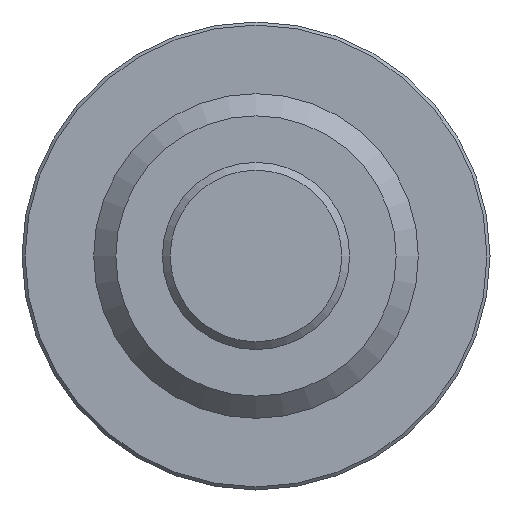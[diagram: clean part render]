
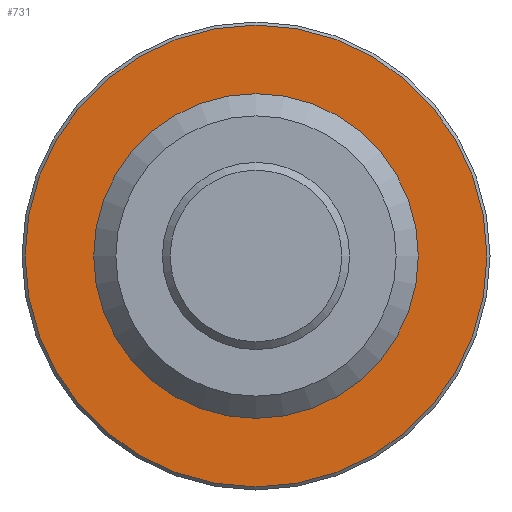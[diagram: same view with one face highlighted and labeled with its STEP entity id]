
A CAD part, front view. The second image highlights one B-rep face of the part: STEP entity #731.
In plain terms, the highlighted planar face has unit normal (0, -1, 0).
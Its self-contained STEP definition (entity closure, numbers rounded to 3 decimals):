
#21=FACE_BOUND('',#111,.T.);
#27=PLANE('',#792);
#66=FACE_OUTER_BOUND('',#110,.T.);
#110=EDGE_LOOP('',(#608));
#111=EDGE_LOOP('',(#609));
#141=CIRCLE('',#791,14.8);
#142=CIRCLE('',#793,9.985);
#333=VERTEX_POINT('',#4401);
#334=VERTEX_POINT('',#4405);
#433=EDGE_CURVE('',#333,#333,#141,.T.);
#434=EDGE_CURVE('',#334,#334,#142,.T.);
#608=ORIENTED_EDGE('',*,*,#433,.F.);
#609=ORIENTED_EDGE('',*,*,#434,.T.);
#731=ADVANCED_FACE('',(#66,#21),#27,.T.);
#791=AXIS2_PLACEMENT_3D('',#4403,#901,#902);
#792=AXIS2_PLACEMENT_3D('',#4404,#903,#904);
#793=AXIS2_PLACEMENT_3D('',#4406,#905,#906);
#901=DIRECTION('center_axis',(0.,1.,0.));
#902=DIRECTION('ref_axis',(0.,0.,-1.));
#903=DIRECTION('center_axis',(0.,-1.,0.));
#904=DIRECTION('ref_axis',(0.,0.,-1.));
#905=DIRECTION('center_axis',(0.,1.,0.));
#906=DIRECTION('ref_axis',(1.,0.,0.));
#4401=CARTESIAN_POINT('',(0.,0.,14.8));
#4403=CARTESIAN_POINT('Origin',(0.,0.,0.));
#4404=CARTESIAN_POINT('Origin',(0.,0.,15.));
#4405=CARTESIAN_POINT('',(0.,0.,-9.985));
#4406=CARTESIAN_POINT('Origin',(0.,0.,0.));
